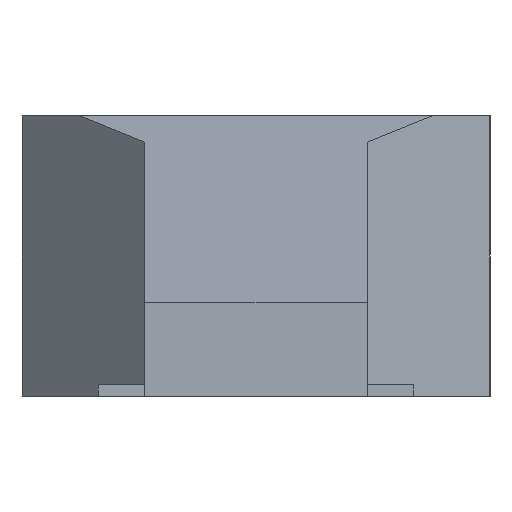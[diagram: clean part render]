
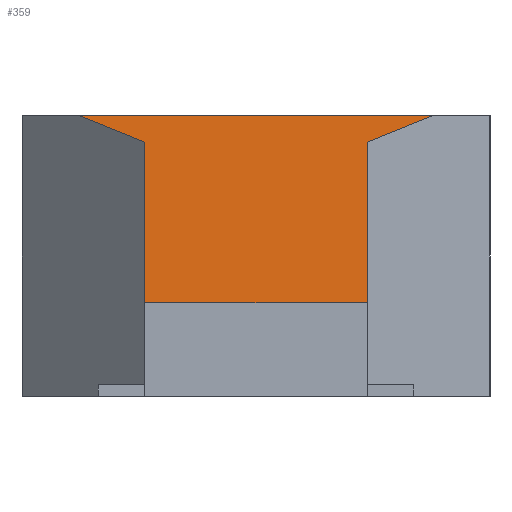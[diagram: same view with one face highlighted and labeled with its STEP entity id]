
A CAD part, left-side view. The second image highlights one B-rep face of the part: STEP entity #359.
In plain terms, the highlighted planar face has unit normal (-0.375, 0, 0.927).
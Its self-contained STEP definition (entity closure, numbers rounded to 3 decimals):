
#205=EDGE_CURVE('',#309,#393,#475,.T.);
#215=EDGE_CURVE('',#365,#299,#487,.T.);
#249=EDGE_CURVE('',#309,#373,#528,.T.);
#281=VERTEX_POINT('',#562);
#297=EDGE_CURVE('',#299,#281,#579,.T.);
#299=VERTEX_POINT('',#581);
#309=VERTEX_POINT('',#591);
#347=EDGE_CURVE('',#373,#365,#634,.T.);
#359=ADVANCED_FACE('',(#648),#649,.T.);
#365=VERTEX_POINT('',#655);
#373=VERTEX_POINT('',#663);
#379=EDGE_CURVE('',#281,#393,#670,.T.);
#393=VERTEX_POINT('',#685);
#475=LINE('',#790,#791);
#487=LINE('',#806,#807);
#528=LINE('',#858,#859);
#562=CARTESIAN_POINT('',(17.0,-4.75,10.868));
#579=LINE('',#934,#935);
#581=CARTESIAN_POINT('',(0.0,-4.75,4.));
#591=CARTESIAN_POINT('',(19.801,7.551,12.0));
#634=LINE('',#1010,#1011);
#648=FACE_OUTER_BOUND('',#1029,.T.);
#649=PLANE('',#1030);
#655=CARTESIAN_POINT('',(0.0,4.75,4.));
#663=CARTESIAN_POINT('',(17.0,4.75,10.868));
#670=LINE('',#1057,#1058);
#685=CARTESIAN_POINT('',(19.801,-7.551,12.0));
#790=CARTESIAN_POINT('',(19.801,0.,12.));
#791=VECTOR('',#1146,1.0);
#806=CARTESIAN_POINT('',(0.0,0.,4.));
#807=VECTOR('',#1167,1.0);
#858=CARTESIAN_POINT('',(13.864,1.614,9.601));
#859=VECTOR('',#1228,1.0);
#934=CARTESIAN_POINT('',(1.389,-4.75,4.561));
#935=VECTOR('',#1271,1.0);
#1010=CARTESIAN_POINT('',(8.697,4.75,7.514));
#1011=VECTOR('',#1316,1.0);
#1029=EDGE_LOOP('',(#1336,#1337,#1338,#1339,#1340,#1341));
#1030=AXIS2_PLACEMENT_3D('',#1342,#1343,#1344);
#1057=CARTESIAN_POINT('',(11.437,0.813,8.621));
#1058=VECTOR('',#1360,1.0);
#1146=DIRECTION('',(0.0,-1.0,0.));
#1167=DIRECTION('',(0.0,-1.0,0.));
#1228=DIRECTION('',(-0.68,-0.68,-0.275));
#1271=DIRECTION('',(0.927,0.0,0.375));
#1316=DIRECTION('',(-0.927,0.0,-0.375));
#1336=ORIENTED_EDGE('',*,*,#249,.T.);
#1337=ORIENTED_EDGE('',*,*,#347,.T.);
#1338=ORIENTED_EDGE('',*,*,#215,.T.);
#1339=ORIENTED_EDGE('',*,*,#297,.T.);
#1340=ORIENTED_EDGE('',*,*,#379,.T.);
#1341=ORIENTED_EDGE('',*,*,#205,.F.);
#1342=CARTESIAN_POINT('',(0.0,0.,4.));
#1343=DIRECTION('',(-0.375,0.,0.927));
#1344=DIRECTION('',(0.0,-1.0,0.));
#1360=DIRECTION('',(0.68,-0.68,0.275));
